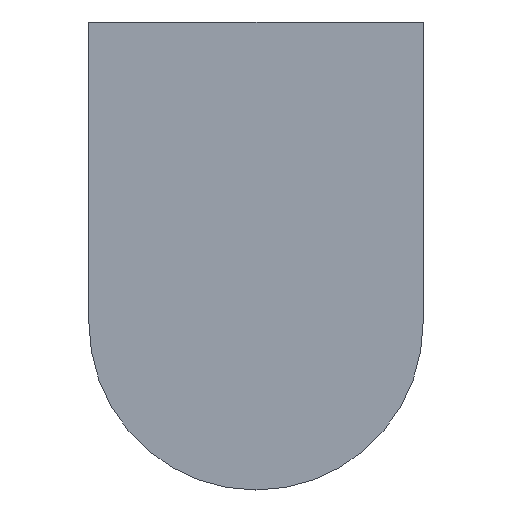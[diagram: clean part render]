
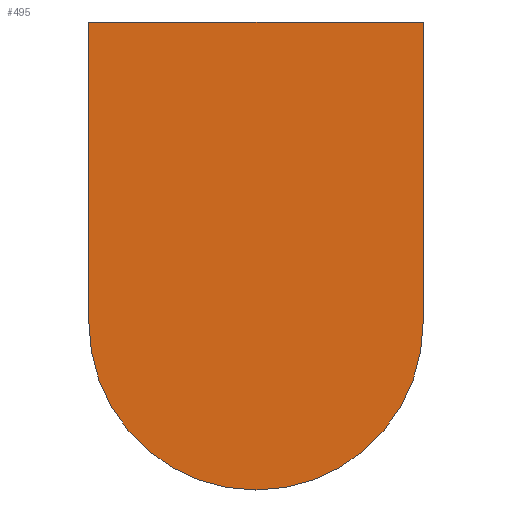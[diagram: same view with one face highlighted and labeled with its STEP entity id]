
A CAD part, front view. The second image highlights one B-rep face of the part: STEP entity #495.
In plain terms, the highlighted planar face has unit normal (0, -1, 0).
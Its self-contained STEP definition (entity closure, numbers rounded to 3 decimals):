
#166 = VERTEX_POINT ( 'NONE', #5502 ) ;
#337 = DIRECTION ( 'NONE',  ( 0., 1., 0. ) ) ;
#428 = ORIENTED_EDGE ( 'NONE', *, *, #3922, .F. ) ;
#495 = ADVANCED_FACE ( 'NONE', ( #4349 ), #4582, .F. ) ;
#583 = DIRECTION ( 'NONE',  ( 1., 0., 0. ) ) ;
#717 = DIRECTION ( 'NONE',  ( 0., 1., 0. ) ) ;
#1023 = AXIS2_PLACEMENT_3D ( 'NONE', #4191, #337, #4815 ) ;
#1181 = EDGE_CURVE ( 'NONE', #2933, #7539, #5569, .T. ) ;
#1243 = LINE ( 'NONE', #8128, #1952 ) ;
#1481 = CARTESIAN_POINT ( 'NONE',  ( -22.5, 0., -40.5 ) ) ;
#1745 = LINE ( 'NONE', #1481, #5942 ) ;
#1952 = VECTOR ( 'NONE', #7580, 1000. ) ;
#2715 = DIRECTION ( 'NONE',  ( 0., 0., 1. ) ) ;
#2933 = VERTEX_POINT ( 'NONE', #8061 ) ;
#3059 = CIRCLE ( 'NONE', #3678, 22.5 ) ;
#3062 = AXIS2_PLACEMENT_3D ( 'NONE', #4607, #717, #2715 ) ;
#3176 = CARTESIAN_POINT ( 'NONE',  ( -22.5, 0., 0. ) ) ;
#3323 = CARTESIAN_POINT ( 'NONE',  ( 0., 0., -40.5 ) ) ;
#3415 = ORIENTED_EDGE ( 'NONE', *, *, #6716, .F. ) ;
#3678 = AXIS2_PLACEMENT_3D ( 'NONE', #3323, #7805, #5175 ) ;
#3704 = EDGE_CURVE ( 'NONE', #166, #2933, #1243, .T. ) ;
#3816 = VERTEX_POINT ( 'NONE', #3176 ) ;
#3922 = EDGE_CURVE ( 'NONE', #5126, #3816, #1745, .T. ) ;
#4010 = CARTESIAN_POINT ( 'NONE',  ( 0., 0., -63. ) ) ;
#4191 = CARTESIAN_POINT ( 'NONE',  ( 0., 0., -40.5 ) ) ;
#4349 = FACE_OUTER_BOUND ( 'NONE', #7431, .T. ) ;
#4419 = CARTESIAN_POINT ( 'NONE',  ( -22.5, 0., 0. ) ) ;
#4582 = PLANE ( 'NONE',  #3062 ) ;
#4607 = CARTESIAN_POINT ( 'NONE',  ( 0., 0., -40.5 ) ) ;
#4815 = DIRECTION ( 'NONE',  ( 0., 0., 1. ) ) ;
#5126 = VERTEX_POINT ( 'NONE', #5211 ) ;
#5175 = DIRECTION ( 'NONE',  ( 0., 0., 1. ) ) ;
#5211 = CARTESIAN_POINT ( 'NONE',  ( -22.5, 0., -40.5 ) ) ;
#5502 = CARTESIAN_POINT ( 'NONE',  ( 22.5, 0., 0. ) ) ;
#5569 = CIRCLE ( 'NONE', #1023, 22.5 ) ;
#5942 = VECTOR ( 'NONE', #6524, 1000. ) ;
#6322 = ORIENTED_EDGE ( 'NONE', *, *, #3704, .F. ) ;
#6524 = DIRECTION ( 'NONE',  ( 0., 0., 1. ) ) ;
#6716 = EDGE_CURVE ( 'NONE', #7539, #5126, #3059, .T. ) ;
#6971 = VECTOR ( 'NONE', #583, 1000. ) ;
#7187 = EDGE_CURVE ( 'NONE', #3816, #166, #7444, .T. ) ;
#7431 = EDGE_LOOP ( 'NONE', ( #428, #3415, #7474, #6322, #8109 ) ) ;
#7444 = LINE ( 'NONE', #4419, #6971 ) ;
#7474 = ORIENTED_EDGE ( 'NONE', *, *, #1181, .F. ) ;
#7539 = VERTEX_POINT ( 'NONE', #4010 ) ;
#7580 = DIRECTION ( 'NONE',  ( 0., 0., -1. ) ) ;
#7805 = DIRECTION ( 'NONE',  ( 0., 1., 0. ) ) ;
#8061 = CARTESIAN_POINT ( 'NONE',  ( 22.5, 0., -40.5 ) ) ;
#8109 = ORIENTED_EDGE ( 'NONE', *, *, #7187, .F. ) ;
#8128 = CARTESIAN_POINT ( 'NONE',  ( 22.5, 0., 0. ) ) ;
